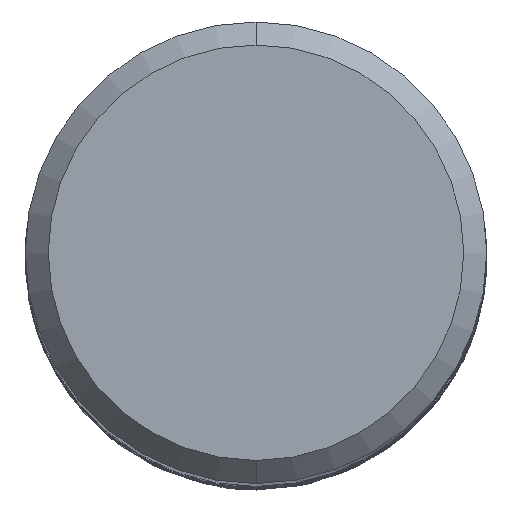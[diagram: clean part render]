
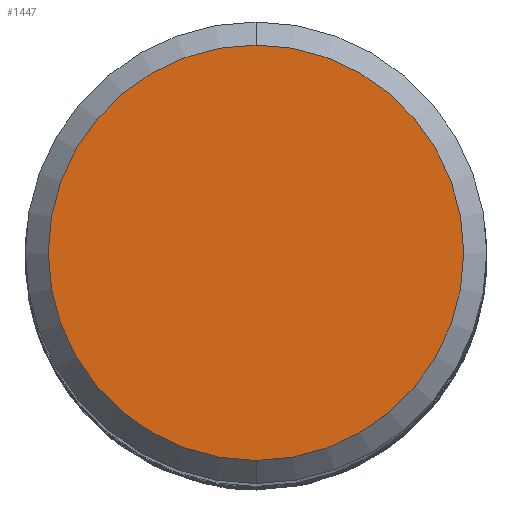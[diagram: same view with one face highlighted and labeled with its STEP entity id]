
A CAD part, top view. The second image highlights one B-rep face of the part: STEP entity #1447.
In plain terms, the highlighted planar face has unit normal (0, 0, 1).
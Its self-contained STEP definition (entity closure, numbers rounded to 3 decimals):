
#729=EDGE_CURVE('',#1481,#1399,#1982,.T.);
#1399=VERTEX_POINT('',#2709);
#1447=ADVANCED_FACE('',(#2759),#2760,.T.);
#1481=VERTEX_POINT('',#2797);
#1807=EDGE_CURVE('',#1399,#1481,#3158,.T.);
#1982=CIRCLE('',#4089,7.2);
#2709=CARTESIAN_POINT('',(0.,-7.2,0.));
#2759=FACE_OUTER_BOUND('',#14656,.T.);
#2760=PLANE('',#14657);
#2797=CARTESIAN_POINT('',(0.0,7.2,0.));
#3158=CIRCLE('',#18028,7.2);
#4089=AXIS2_PLACEMENT_3D('',#19158,#19159,#19160);
#14656=EDGE_LOOP('',(#19835,#19836));
#14657=AXIS2_PLACEMENT_3D('',#19837,#19838,#19839);
#18028=AXIS2_PLACEMENT_3D('',#20322,#20323,#20324);
#19158=CARTESIAN_POINT('',(0.0,0.0,0.));
#19159=DIRECTION('',(0.0,0.0,-1.0));
#19160=DIRECTION('',(0.0,1.0,0.0));
#19835=ORIENTED_EDGE('',*,*,#729,.F.);
#19836=ORIENTED_EDGE('',*,*,#1807,.F.);
#19837=CARTESIAN_POINT('',(0.0,3.6,0.));
#19838=DIRECTION('',(-0.0,0.0,1.0));
#19839=DIRECTION('',(0.0,-1.0,0.0));
#20322=CARTESIAN_POINT('',(0.0,0.0,0.));
#20323=DIRECTION('',(0.0,0.0,-1.0));
#20324=DIRECTION('',(0.0,1.0,0.0));
